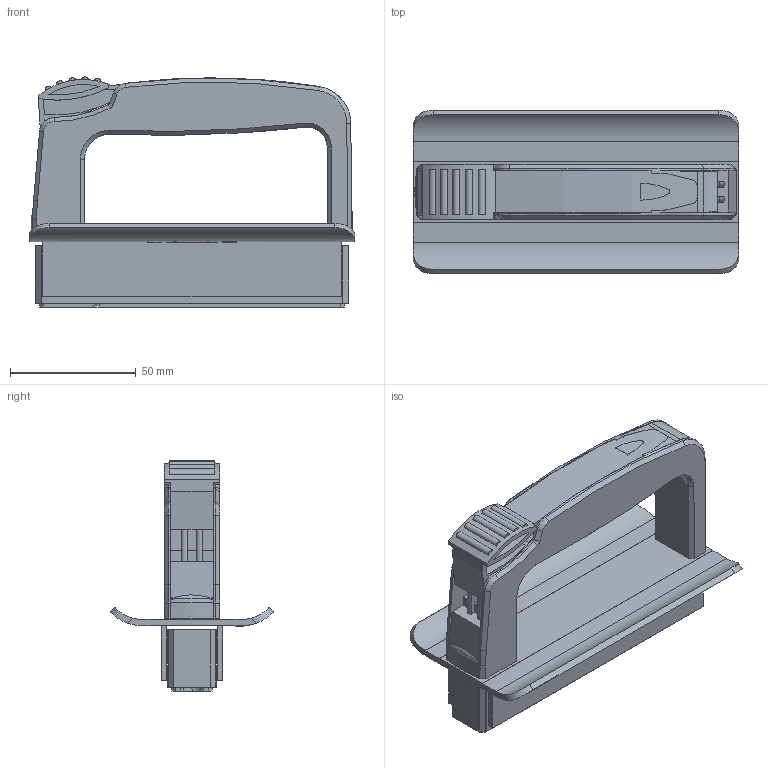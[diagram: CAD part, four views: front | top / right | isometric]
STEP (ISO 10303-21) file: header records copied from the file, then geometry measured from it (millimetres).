
FILE_DESCRIPTION(('CATIA V5 STEP'),'2;1');
FILE_NAME('U8950036_L_NH-Sicherungshandgriff-GPsHe.stp','2016-07-01T14:51:01+00:00',('none'),('Jean Müller GmbH'),'CATIA Version 5 Release 19 SP 9 (IN-10)','CATIA V5 STEP AP214','none');
FILE_SCHEMA(('AUTOMOTIVE_DESIGN { 1 0 10303 214 1 1 1 1 }'));
Length unit declared in the file: millimetre
Products named in the file (5): U8950036_L_NH-Sicherungshandgriff GPsHe; 34141_L_Begrenzungsscheibe; 34124_L_Betaetiger; 34125_L_Aufsetzteil GPsHe; 34123_L_Handgriff
Assembly tree (4 placements, depth 2):
  U8950036_L_NH-Sicherungshandgriff GPsHe
    34141_L_Begrenzungsscheibe
    34124_L_Betaetiger
    34125_L_Aufsetzteil GPsHe
    34123_L_Handgriff
Bounding box: 129.8 x 65.2 x 91.67 mm (x, y, z)
Volume: 79279.2 mm3; surface area: 77051.3 mm2
Topology: 4 solids, 4 shells, 483 faces, 1389 edges, 915 vertices
Faces by surface type: plane 317, cylinder 97, cone 30, bspline 19, revolution 11, extrusion 9
Entity records: 16138 total; most frequent: CARTESIAN_POINT 4414, ORIENTED_EDGE 2778, DIRECTION 1800, EDGE_CURVE 1389, VECTOR 941, LINE 932, VERTEX_POINT 915, AXIS2_PLACEMENT_3D 532
